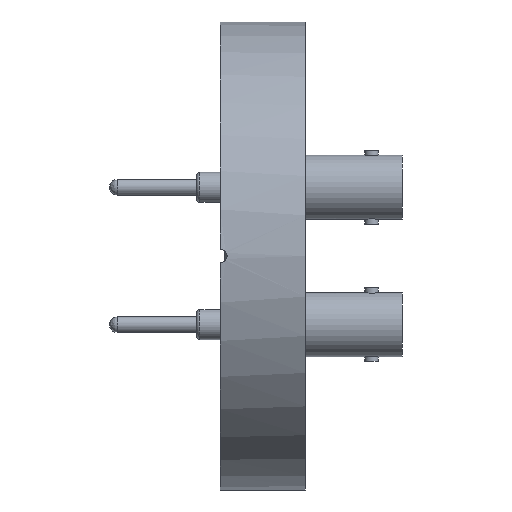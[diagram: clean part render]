
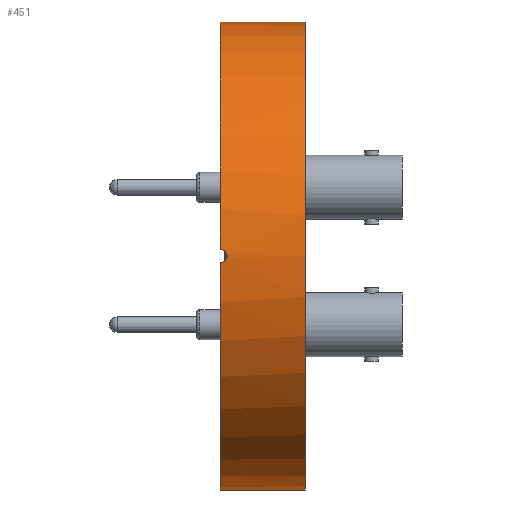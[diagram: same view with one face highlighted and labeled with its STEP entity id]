
A CAD part, left-side view. The second image highlights one B-rep face of the part: STEP entity #451.
In plain terms, the highlighted cylindrical face has radius 34.95 mm (diameter 69.9 mm), a partial arc.
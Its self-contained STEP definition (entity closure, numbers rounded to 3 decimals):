
#62 = CARTESIAN_POINT ( 'NONE',  ( 0., 0., 0. ) ) ;
#91 = CARTESIAN_POINT ( 'NONE',  ( -34.947, -0.874, -0.503 ) ) ;
#114 = CARTESIAN_POINT ( 'NONE',  ( -34.941, -0.615, 0.799 ) ) ;
#133 = AXIS2_PLACEMENT_3D ( 'NONE', #2335, #243, #1576 ) ;
#159 = VERTEX_POINT ( 'NONE', #1780 ) ;
#231 = VECTOR ( 'NONE', #1951, 1000. ) ;
#232 = EDGE_LOOP ( 'NONE', ( #2251, #1593, #496, #2383, #2041, #1259 ) ) ;
#243 = DIRECTION ( 'NONE',  ( 0., 1., 0. ) ) ;
#340 = VERTEX_POINT ( 'NONE', #1336 ) ;
#365 = AXIS2_PLACEMENT_3D ( 'NONE', #62, #796, #1581 ) ;
#402 = EDGE_CURVE ( 'NONE', #896, #159, #536, .T. ) ;
#451 = ADVANCED_FACE ( 'NONE', ( #1391 ), #1019, .T. ) ;
#452 = CARTESIAN_POINT ( 'NONE',  ( -34.936, 0., 1. ) ) ;
#458 = CARTESIAN_POINT ( 'NONE',  ( 0., -12.7, 0. ) ) ;
#463 = CARTESIAN_POINT ( 'NONE',  ( -34.939, -0.504, 0.874 ) ) ;
#490 = CARTESIAN_POINT ( 'NONE',  ( -34.936, -0.264, -1. ) ) ;
#496 = ORIENTED_EDGE ( 'NONE', *, *, #1736, .T. ) ;
#524 = EDGE_CURVE ( 'NONE', #896, #1455, #1606, .T. ) ;
#536 = B_SPLINE_CURVE_WITH_KNOTS ( 'NONE', 3,
 ( #452, #657, #1745, #463, #114, #1379, #2156, #1180, #2132, #1775, #1362, #91, #1201, #852, #490, #1008 ),
 .UNSPECIFIED., .F., .F.,
 ( 4, 2, 2, 2, 2, 2, 2, 4 ),
 ( 0., 0., 0.001, 0.001, 0.002, 0.002, 0.002, 0.003 ),
 .UNSPECIFIED. ) ;
#575 = CARTESIAN_POINT ( 'NONE',  ( 0., 0., 34.95 ) ) ;
#649 = CARTESIAN_POINT ( 'NONE',  ( 0., -12.7, 34.95 ) ) ;
#657 = CARTESIAN_POINT ( 'NONE',  ( -34.936, -0.132, 1. ) ) ;
#796 = DIRECTION ( 'NONE',  ( 0., 1., 0. ) ) ;
#852 = CARTESIAN_POINT ( 'NONE',  ( -34.939, -0.521, -0.893 ) ) ;
#866 = DIRECTION ( 'NONE',  ( 0., 1., 0. ) ) ;
#890 = DIRECTION ( 'NONE',  ( 0., 1., 0. ) ) ;
#896 = VERTEX_POINT ( 'NONE', #1360 ) ;
#900 = CARTESIAN_POINT ( 'NONE',  ( 0., -12.7, -34.95 ) ) ;
#1008 = CARTESIAN_POINT ( 'NONE',  ( -34.936, 0., -1. ) ) ;
#1019 = CYLINDRICAL_SURFACE ( 'NONE', #133, 34.95 ) ;
#1045 = LINE ( 'NONE', #649, #231 ) ;
#1087 = AXIS2_PLACEMENT_3D ( 'NONE', #458, #1186, #2137 ) ;
#1122 = VERTEX_POINT ( 'NONE', #900 ) ;
#1180 = CARTESIAN_POINT ( 'NONE',  ( -34.949, -0.974, 0.263 ) ) ;
#1186 = DIRECTION ( 'NONE',  ( 0., 1., 0. ) ) ;
#1201 = CARTESIAN_POINT ( 'NONE',  ( -34.945, -0.801, -0.613 ) ) ;
#1259 = ORIENTED_EDGE ( 'NONE', *, *, #1277, .F. ) ;
#1273 = DIRECTION ( 'NONE',  ( 0., 0., 1. ) ) ;
#1277 = EDGE_CURVE ( 'NONE', #2163, #159, #2080, .T. ) ;
#1336 = CARTESIAN_POINT ( 'NONE',  ( 0., -12.7, 34.95 ) ) ;
#1360 = CARTESIAN_POINT ( 'NONE',  ( -34.936, 0., 1. ) ) ;
#1362 = CARTESIAN_POINT ( 'NONE',  ( -34.949, -0.974, -0.261 ) ) ;
#1369 = EDGE_CURVE ( 'NONE', #1122, #2163, #1974, .T. ) ;
#1379 = CARTESIAN_POINT ( 'NONE',  ( -34.945, -0.799, 0.615 ) ) ;
#1391 = FACE_OUTER_BOUND ( 'NONE', #232, .T. ) ;
#1425 = CARTESIAN_POINT ( 'NONE',  ( 0., -12.7, -34.95 ) ) ;
#1455 = VERTEX_POINT ( 'NONE', #575 ) ;
#1576 = DIRECTION ( 'NONE',  ( 0., 0., 1. ) ) ;
#1577 = CARTESIAN_POINT ( 'NONE',  ( 0., 0., -34.95 ) ) ;
#1581 = DIRECTION ( 'NONE',  ( 0., 0., 1. ) ) ;
#1593 = ORIENTED_EDGE ( 'NONE', *, *, #2356, .T. ) ;
#1606 = CIRCLE ( 'NONE', #1717, 34.95 ) ;
#1717 = AXIS2_PLACEMENT_3D ( 'NONE', #2353, #890, #1273 ) ;
#1736 = EDGE_CURVE ( 'NONE', #340, #1455, #1045, .T. ) ;
#1745 = CARTESIAN_POINT ( 'NONE',  ( -34.936, -0.262, 0.974 ) ) ;
#1775 = CARTESIAN_POINT ( 'NONE',  ( -34.95, -1., -0.13 ) ) ;
#1780 = CARTESIAN_POINT ( 'NONE',  ( -34.936, 0., -1. ) ) ;
#1951 = DIRECTION ( 'NONE',  ( 0., 1., 0. ) ) ;
#1974 = LINE ( 'NONE', #1425, #2223 ) ;
#2041 = ORIENTED_EDGE ( 'NONE', *, *, #402, .T. ) ;
#2080 = CIRCLE ( 'NONE', #365, 34.95 ) ;
#2132 = CARTESIAN_POINT ( 'NONE',  ( -34.95, -1., 0.131 ) ) ;
#2137 = DIRECTION ( 'NONE',  ( 0., 0., 1. ) ) ;
#2146 = CIRCLE ( 'NONE', #1087, 34.95 ) ;
#2156 = CARTESIAN_POINT ( 'NONE',  ( -34.947, -0.874, 0.503 ) ) ;
#2163 = VERTEX_POINT ( 'NONE', #1577 ) ;
#2223 = VECTOR ( 'NONE', #866, 1000. ) ;
#2251 = ORIENTED_EDGE ( 'NONE', *, *, #1369, .F. ) ;
#2335 = CARTESIAN_POINT ( 'NONE',  ( 0., -12.7, 0. ) ) ;
#2353 = CARTESIAN_POINT ( 'NONE',  ( 0., 0., 0. ) ) ;
#2356 = EDGE_CURVE ( 'NONE', #1122, #340, #2146, .T. ) ;
#2383 = ORIENTED_EDGE ( 'NONE', *, *, #524, .F. ) ;
